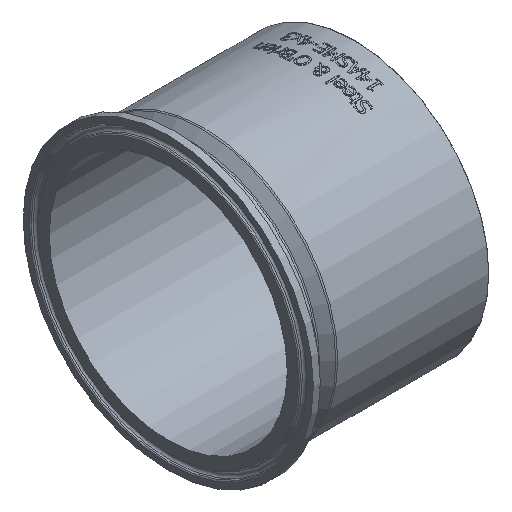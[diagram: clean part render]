
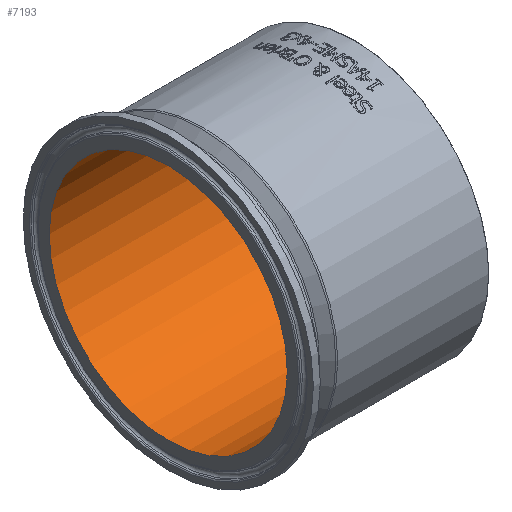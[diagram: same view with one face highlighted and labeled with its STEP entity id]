
A CAD part, isometric view. The second image highlights one B-rep face of the part: STEP entity #7193.
In plain terms, the highlighted cylindrical face has radius 48.768 mm (diameter 97.536 mm), a full revolution.
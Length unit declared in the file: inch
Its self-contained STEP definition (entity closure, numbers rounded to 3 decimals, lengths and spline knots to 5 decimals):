
#848=FACE_OUTER_BOUND('',#1277,.T.);
#1277=EDGE_LOOP('',(#6720,#6721,#6722,#6723,#6724,#6725,#6726));
#1763=LINE('',#15784,#2248);
#2248=VECTOR('',#9249,1.92);
#2430=CIRCLE('',#7671,1.92);
#2431=CIRCLE('',#7672,1.92);
#2471=CIRCLE('',#7726,1.92);
#2472=CIRCLE('',#7727,1.92);
#2474=CIRCLE('',#7729,1.92);
#3471=VERTEX_POINT('',#15680);
#3472=VERTEX_POINT('',#15681);
#3507=VERTEX_POINT('',#15776);
#3508=VERTEX_POINT('',#15777);
#3509=VERTEX_POINT('',#15779);
#4534=EDGE_CURVE('',#3471,#3472,#2430,.T.);
#4535=EDGE_CURVE('',#3472,#3471,#2431,.T.);
#4580=EDGE_CURVE('',#3507,#3508,#2471,.T.);
#4581=EDGE_CURVE('',#3508,#3509,#2472,.T.);
#4583=EDGE_CURVE('',#3509,#3507,#2474,.T.);
#4584=EDGE_CURVE('',#3508,#3472,#1763,.T.);
#6720=ORIENTED_EDGE('',*,*,#4580,.F.);
#6721=ORIENTED_EDGE('',*,*,#4583,.F.);
#6722=ORIENTED_EDGE('',*,*,#4581,.F.);
#6723=ORIENTED_EDGE('',*,*,#4584,.T.);
#6724=ORIENTED_EDGE('',*,*,#4534,.F.);
#6725=ORIENTED_EDGE('',*,*,#4535,.F.);
#6726=ORIENTED_EDGE('',*,*,#4584,.F.);
#6778=CYLINDRICAL_SURFACE('',#7730,1.92);
#7193=ADVANCED_FACE('',(#848),#6778,.F.);
#7671=AXIS2_PLACEMENT_3D('',#15682,#9124,#9125);
#7672=AXIS2_PLACEMENT_3D('',#15683,#9126,#9127);
#7726=AXIS2_PLACEMENT_3D('',#15778,#9239,#9240);
#7727=AXIS2_PLACEMENT_3D('',#15780,#9241,#9242);
#7729=AXIS2_PLACEMENT_3D('',#15782,#9245,#9246);
#7730=AXIS2_PLACEMENT_3D('',#15783,#9247,#9248);
#9124=DIRECTION('center_axis',(1.,0.,0.));
#9125=DIRECTION('ref_axis',(0.,1.,0.));
#9126=DIRECTION('center_axis',(1.,0.,0.));
#9127=DIRECTION('ref_axis',(0.,1.,0.));
#9239=DIRECTION('center_axis',(-1.,0.,0.));
#9240=DIRECTION('ref_axis',(0.,-1.,0.));
#9241=DIRECTION('center_axis',(-1.,0.,0.));
#9242=DIRECTION('ref_axis',(0.,-1.,0.));
#9245=DIRECTION('center_axis',(-1.,0.,0.));
#9246=DIRECTION('ref_axis',(0.,-1.,0.));
#9247=DIRECTION('center_axis',(1.,0.,0.));
#9248=DIRECTION('ref_axis',(0.,1.,0.));
#9249=DIRECTION('',(-1.,0.,0.));
#15680=CARTESIAN_POINT('',(0.,1.92,0.));
#15681=CARTESIAN_POINT('',(0.,-1.92,0.));
#15682=CARTESIAN_POINT('Origin',(0.,0.,
0.));
#15683=CARTESIAN_POINT('Origin',(0.,0.,
0.));
#15776=CARTESIAN_POINT('',(2.995,1.92,0.));
#15777=CARTESIAN_POINT('',(2.995,-1.92,0.));
#15778=CARTESIAN_POINT('Origin',(2.995,0.,0.));
#15779=CARTESIAN_POINT('',(2.995,0.,1.92));
#15780=CARTESIAN_POINT('Origin',(2.995,0.,0.));
#15782=CARTESIAN_POINT('Origin',(2.995,0.,0.));
#15783=CARTESIAN_POINT('Origin',(1.5,0.,0.));
#15784=CARTESIAN_POINT('',(1.5,-1.92,0.));
